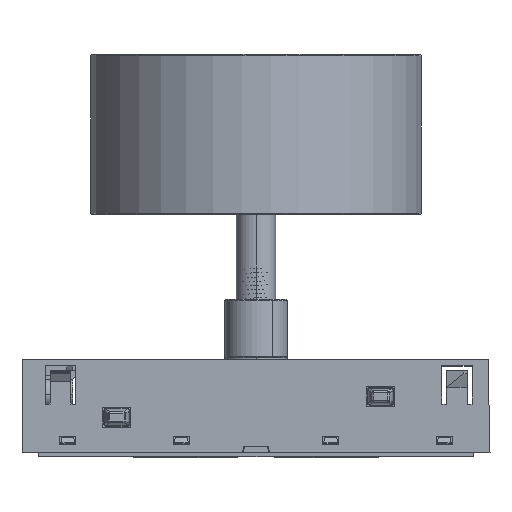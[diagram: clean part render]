
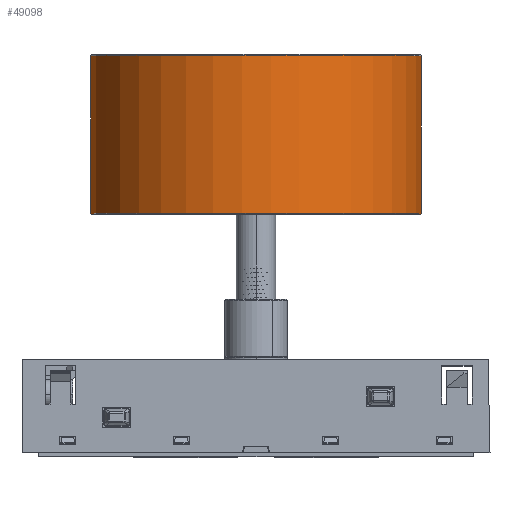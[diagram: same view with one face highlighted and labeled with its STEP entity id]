
A CAD part, top view. The second image highlights one B-rep face of the part: STEP entity #49098.
In plain terms, the highlighted cylindrical face has radius 40 mm (diameter 80 mm), a partial arc.
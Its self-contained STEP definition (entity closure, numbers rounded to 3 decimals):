
#1892 = CARTESIAN_POINT ( 'NONE',  ( -40., 0., -0.2 ) ) ;
#3981 = EDGE_CURVE ( 'NONE', #92629, #31737, #76815, .T. ) ;
#4988 = DIRECTION ( 'NONE',  ( 0., 0., -1. ) ) ;
#5790 = CIRCLE ( 'NONE', #31673, 40. ) ;
#5882 = CYLINDRICAL_SURFACE ( 'NONE', #65631, 40. ) ;
#8758 = LINE ( 'NONE', #41115, #86291 ) ;
#12198 = DIRECTION ( 'NONE',  ( -1., 0., 0. ) ) ;
#20040 = VERTEX_POINT ( 'NONE', #1892 ) ;
#22402 = ORIENTED_EDGE ( 'NONE', *, *, #66077, .F. ) ;
#24755 = CARTESIAN_POINT ( 'NONE',  ( -40., 0., -38.34 ) ) ;
#27897 = CARTESIAN_POINT ( 'NONE',  ( 0., 0., -7.994 ) ) ;
#29120 = DIRECTION ( 'NONE',  ( 0., 0., -1. ) ) ;
#31673 = AXIS2_PLACEMENT_3D ( 'NONE', #74107, #29120, #81692 ) ;
#31737 = VERTEX_POINT ( 'NONE', #53142 ) ;
#32873 = VERTEX_POINT ( 'NONE', #74218 ) ;
#39674 = DIRECTION ( 'NONE',  ( 1., 0., 0. ) ) ;
#41115 = CARTESIAN_POINT ( 'NONE',  ( -40., 0., -7.994 ) ) ;
#47244 = CARTESIAN_POINT ( 'NONE',  ( 0., 0., -38.34 ) ) ;
#48701 = DIRECTION ( 'NONE',  ( 0., 0., -1. ) ) ;
#49098 = ADVANCED_FACE ( 'NONE', ( #85802 ), #5882, .T. ) ;
#49579 = EDGE_CURVE ( 'NONE', #32873, #20040, #5790, .T. ) ;
#53142 = CARTESIAN_POINT ( 'NONE',  ( 40., 0., -38.34 ) ) ;
#59538 = LINE ( 'NONE', #94982, #97130 ) ;
#65631 = AXIS2_PLACEMENT_3D ( 'NONE', #27897, #80450, #12198 ) ;
#66077 = EDGE_CURVE ( 'NONE', #32873, #31737, #59538, .T. ) ;
#69888 = ORIENTED_EDGE ( 'NONE', *, *, #3981, .T. ) ;
#74107 = CARTESIAN_POINT ( 'NONE',  ( 0., 0., -0.2 ) ) ;
#74218 = CARTESIAN_POINT ( 'NONE',  ( 40., 0., -0.2 ) ) ;
#76815 = CIRCLE ( 'NONE', #94868, 40. ) ;
#77447 = DIRECTION ( 'NONE',  ( 0., 0., 1. ) ) ;
#79059 = ORIENTED_EDGE ( 'NONE', *, *, #90327, .T. ) ;
#80450 = DIRECTION ( 'NONE',  ( 0., 0., -1. ) ) ;
#81692 = DIRECTION ( 'NONE',  ( -1., 0., 0. ) ) ;
#85802 = FACE_OUTER_BOUND ( 'NONE', #93599, .T. ) ;
#86291 = VECTOR ( 'NONE', #48701, 1000. ) ;
#90327 = EDGE_CURVE ( 'NONE', #20040, #92629, #8758, .T. ) ;
#92325 = ORIENTED_EDGE ( 'NONE', *, *, #49579, .T. ) ;
#92629 = VERTEX_POINT ( 'NONE', #24755 ) ;
#93599 = EDGE_LOOP ( 'NONE', ( #22402, #92325, #79059, #69888 ) ) ;
#94868 = AXIS2_PLACEMENT_3D ( 'NONE', #47244, #77447, #39674 ) ;
#94982 = CARTESIAN_POINT ( 'NONE',  ( 40., 0., -7.994 ) ) ;
#97130 = VECTOR ( 'NONE', #4988, 1000. ) ;
